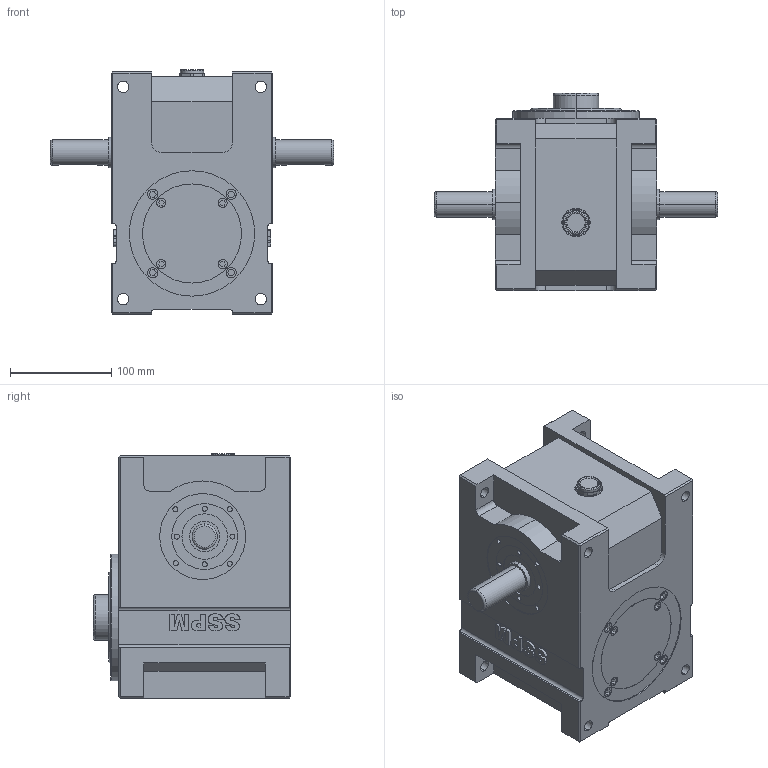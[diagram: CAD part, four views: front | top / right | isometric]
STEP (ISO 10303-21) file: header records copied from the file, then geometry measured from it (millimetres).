
FILE_DESCRIPTION (( 'STEP AP203' ), '1' );
FILE_NAME ('8DF外型(標準)R面油鏡.STEP', '2025-05-21T06:52:07', ( '' ), ( '' ), 'SwSTEP 2.0', 'SolidWorks 2018', '' );
FILE_SCHEMA (( 'CONFIG_CONTROL_DESIGN' ));
Length unit declared in the file: millimetre
Products named in the file (1): 8DF外型(標準)R面油鏡
Bounding box: 280 x 195 x 242 mm (x, y, z)
Volume: 5979021.7 mm3; surface area: 253948 mm2
Topology: 1 solids, 1 shells, 470 faces, 1156 edges, 758 vertices
Faces by surface type: plane 257, cylinder 139, bspline 60, torus 14
Entity records: 17159 total; most frequent: CARTESIAN_POINT 6041, ORIENTED_EDGE 2312, DIRECTION 2164, EDGE_CURVE 1156, VERTEX_POINT 758, AXIS2_PLACEMENT_3D 725, LINE 714, VECTOR 714
